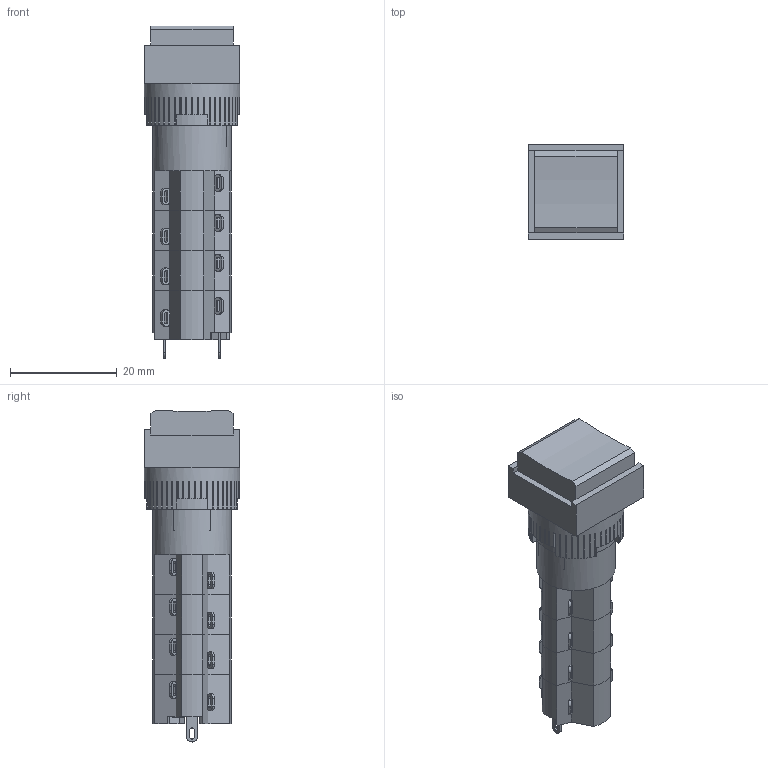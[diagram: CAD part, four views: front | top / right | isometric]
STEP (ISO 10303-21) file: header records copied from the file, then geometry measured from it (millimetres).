
FILE_DESCRIPTION(/* description */ (''),/* implementation_level */ '2;1');
FILE_NAME(/* name */ 'D16xxS14Jxxxxxx.stp',/* time_stamp */ '2026-01-05T15:27:26-06:00',/* author */ ('mroman'),/* organization */ (''),/* preprocessor_version */ 'ST-DEVELOPER v18.1',/* originating_system */ 'Autodesk Inventor 2022',/* authorisation */ '');
FILE_SCHEMA (('AUTOMOTIVE_DESIGN { 1 0 10303 214 3 1 1 }'));
Length unit declared in the file: inch
Products named in the file (1): D16xxS14Jxxxxxx
Bounding box: 18 x 18 x 62.33 mm (x, y, z)
Volume: 8043.8 mm3; surface area: 7350.3 mm2
Topology: 3 solids, 5 shells, 834 faces, 2369 edges, 1557 vertices
Faces by surface type: plane 598, cylinder 180, bspline 54, cone 2
Full cylindrical faces by diameter (mm): 3.2 x2, 3.5 x1, 8.4 x1, 14.7 x1, 18 x1
Entity records: 28144 total; most frequent: CARTESIAN_POINT 6202, ORIENTED_EDGE 4738, DIRECTION 4363, EDGE_CURVE 2369, LINE 1713, VECTOR 1713, VERTEX_POINT 1557, AXIS2_PLACEMENT_3D 1325
